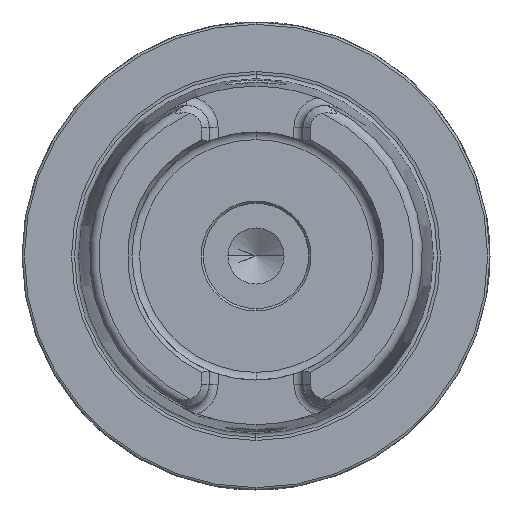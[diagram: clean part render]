
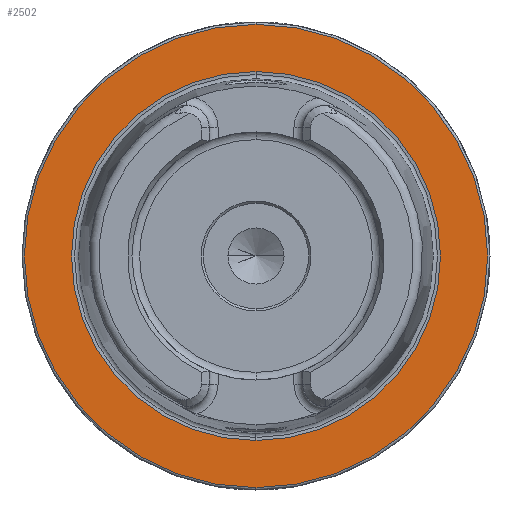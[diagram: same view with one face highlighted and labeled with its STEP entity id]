
A CAD part, left-side view. The second image highlights one B-rep face of the part: STEP entity #2502.
In plain terms, the highlighted planar face has unit normal (-1, 0, 0).
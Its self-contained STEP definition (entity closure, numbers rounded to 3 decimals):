
#85 = AXIS2_PLACEMENT_3D ( 'NONE', #8152, #8155, #8109 ) ;
#390 = EDGE_LOOP ( 'NONE', ( #8975, #8973 ) ) ;
#391 = EDGE_LOOP ( 'NONE', ( #8709, #8972 ) ) ;
#600 = AXIS2_PLACEMENT_3D ( 'NONE', #4620, #4619, #4618 ) ;
#649 = AXIS2_PLACEMENT_3D ( 'NONE', #9294, #9295, #9296 ) ;
#686 = AXIS2_PLACEMENT_3D ( 'NONE', #9913, #9915, #9916 ) ;
#959 = CARTESIAN_POINT ( 'NONE',  ( 0., 0., -39.414 ) ) ;
#999 = CARTESIAN_POINT ( 'NONE',  ( 0., 0., 49.5 ) ) ;
#1170 = CARTESIAN_POINT ( 'NONE',  ( 0., 0., 39.414 ) ) ;
#1707 = VERTEX_POINT ( 'NONE', #2151 ) ;
#1818 = VERTEX_POINT ( 'NONE', #999 ) ;
#1842 = VERTEX_POINT ( 'NONE', #959 ) ;
#2151 = CARTESIAN_POINT ( 'NONE',  ( 0., 0., -49.5 ) ) ;
#2247 = VERTEX_POINT ( 'NONE', #1170 ) ;
#2502 = ADVANCED_FACE ( 'NONE', ( #5361, #5538 ), #6128, .F. ) ;
#2740 = CIRCLE ( 'NONE', #600, 39.414 ) ;
#3088 = EDGE_CURVE ( 'NONE', #1842, #2247, #5140, .T. ) ;
#3294 = EDGE_CURVE ( 'NONE', #2247, #1842, #2740, .T. ) ;
#3412 = EDGE_CURVE ( 'NONE', #1707, #1818, #3634, .T. ) ;
#3506 = EDGE_CURVE ( 'NONE', #1818, #1707, #3840, .T. ) ;
#3634 = CIRCLE ( 'NONE', #649, 49.5 ) ;
#3840 = CIRCLE ( 'NONE', #686, 49.5 ) ;
#4618 = DIRECTION ( 'NONE',  ( 0., 0., 1. ) ) ;
#4619 = DIRECTION ( 'NONE',  ( -1., 0., 0. ) ) ;
#4620 = CARTESIAN_POINT ( 'NONE',  ( 0., 0., 0. ) ) ;
#5140 = CIRCLE ( 'NONE', #85, 39.414 ) ;
#5361 = FACE_BOUND ( 'NONE', #391, .T. ) ;
#5538 = FACE_OUTER_BOUND ( 'NONE', #390, .T. ) ;
#6128 = PLANE ( 'NONE',  #7346 ) ;
#6129 = CARTESIAN_POINT ( 'NONE',  ( 0., 49.5, 0. ) ) ;
#6130 = DIRECTION ( 'NONE',  ( 1., 0., 0. ) ) ;
#6131 = DIRECTION ( 'NONE',  ( 0., 0., -1. ) ) ;
#7346 = AXIS2_PLACEMENT_3D ( 'NONE', #6129, #6130, #6131 ) ;
#8109 = DIRECTION ( 'NONE',  ( 0., 0., 1. ) ) ;
#8152 = CARTESIAN_POINT ( 'NONE',  ( 0., 0., 0. ) ) ;
#8155 = DIRECTION ( 'NONE',  ( -1., 0., 0. ) ) ;
#8709 = ORIENTED_EDGE ( 'NONE', *, *, #3294, .F. ) ;
#8972 = ORIENTED_EDGE ( 'NONE', *, *, #3088, .F. ) ;
#8973 = ORIENTED_EDGE ( 'NONE', *, *, #3412, .T. ) ;
#8975 = ORIENTED_EDGE ( 'NONE', *, *, #3506, .T. ) ;
#9294 = CARTESIAN_POINT ( 'NONE',  ( 0., 0., 0. ) ) ;
#9295 = DIRECTION ( 'NONE',  ( -1., 0., 0. ) ) ;
#9296 = DIRECTION ( 'NONE',  ( 0., 0., 1. ) ) ;
#9913 = CARTESIAN_POINT ( 'NONE',  ( 0., 0., 0. ) ) ;
#9915 = DIRECTION ( 'NONE',  ( -1., 0., 0. ) ) ;
#9916 = DIRECTION ( 'NONE',  ( 0., 0., 1. ) ) ;
